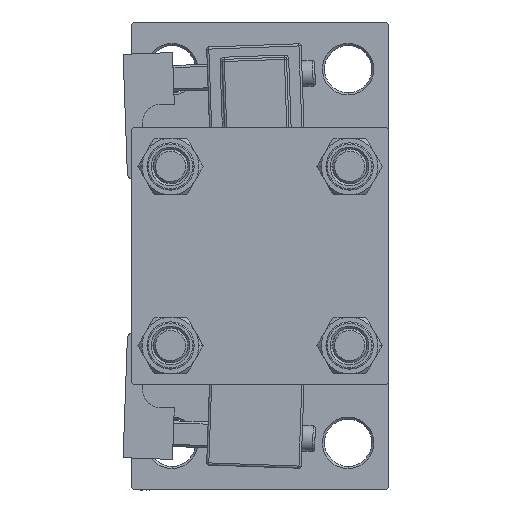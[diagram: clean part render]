
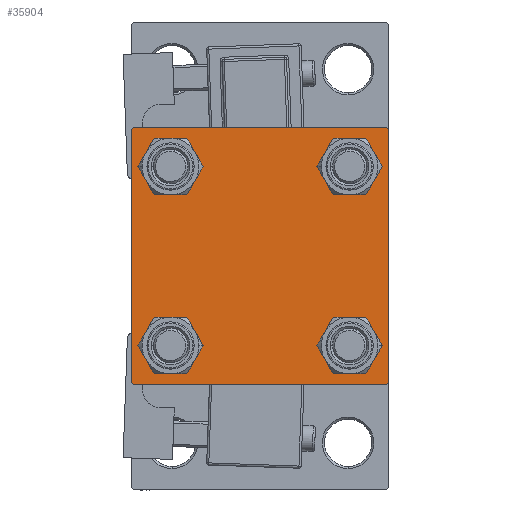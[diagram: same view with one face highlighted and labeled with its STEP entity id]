
A CAD part, left-side view. The second image highlights one B-rep face of the part: STEP entity #35904.
In plain terms, the highlighted planar face has unit normal (-1, 0, 0).
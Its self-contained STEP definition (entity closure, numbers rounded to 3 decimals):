
#1238 = CARTESIAN_POINT ( 'NONE',  ( 0., 29.5, -30. ) ) ;
#1811 = VERTEX_POINT ( 'NONE', #26689 ) ;
#2537 = EDGE_CURVE ( 'NONE', #40589, #28797, #52041, .T. ) ;
#2771 = VECTOR ( 'NONE', #11367, 1000. ) ;
#2928 = CIRCLE ( 'NONE', #26714, 4.5 ) ;
#3385 = LINE ( 'NONE', #19630, #45488 ) ;
#3573 = EDGE_LOOP ( 'NONE', ( #37123, #31597 ) ) ;
#3672 = CARTESIAN_POINT ( 'NONE',  ( 0., 29.75, 29.75 ) ) ;
#4188 = ORIENTED_EDGE ( 'NONE', *, *, #50373, .T. ) ;
#4819 = CARTESIAN_POINT ( 'NONE',  ( 0., 30., -30. ) ) ;
#6516 = EDGE_CURVE ( 'NONE', #17317, #19093, #8625, .T. ) ;
#6624 = EDGE_CURVE ( 'NONE', #44582, #30279, #49276, .T. ) ;
#7011 = DIRECTION ( 'NONE',  ( 0., 0., -1. ) ) ;
#7891 = EDGE_LOOP ( 'NONE', ( #40840, #28595 ) ) ;
#7900 = VERTEX_POINT ( 'NONE', #34757 ) ;
#8053 = DIRECTION ( 'NONE',  ( 0., 0., 1. ) ) ;
#8552 = CIRCLE ( 'NONE', #17066, 4.5 ) ;
#8625 = CIRCLE ( 'NONE', #12886, 4.5 ) ;
#9532 = DIRECTION ( 'NONE',  ( 1., 0., 0. ) ) ;
#9847 = DIRECTION ( 'NONE',  ( 0., 0., 1. ) ) ;
#10401 = CARTESIAN_POINT ( 'NONE',  ( 0., 20.85, -20.85 ) ) ;
#10616 = VECTOR ( 'NONE', #20245, 1000. ) ;
#11185 = LINE ( 'NONE', #43624, #10616 ) ;
#11367 = DIRECTION ( 'NONE',  ( 0., -0.707, -0.707 ) ) ;
#11864 = ORIENTED_EDGE ( 'NONE', *, *, #13424, .T. ) ;
#11980 = CARTESIAN_POINT ( 'NONE',  ( 0., 30., -29.5 ) ) ;
#12345 = AXIS2_PLACEMENT_3D ( 'NONE', #32593, #41873, #12901 ) ;
#12886 = AXIS2_PLACEMENT_3D ( 'NONE', #41521, #42303, #22131 ) ;
#12901 = DIRECTION ( 'NONE',  ( 0., 0., 1. ) ) ;
#13029 = DIRECTION ( 'NONE',  ( 1., 0., 0. ) ) ;
#13389 = DIRECTION ( 'NONE',  ( 1., 0., 0. ) ) ;
#13424 = EDGE_CURVE ( 'NONE', #44453, #17698, #52339, .T. ) ;
#13553 = VERTEX_POINT ( 'NONE', #27488 ) ;
#14061 = ORIENTED_EDGE ( 'NONE', *, *, #29355, .T. ) ;
#14405 = FACE_BOUND ( 'NONE', #30915, .T. ) ;
#14941 = DIRECTION ( 'NONE',  ( -1., 0., 0. ) ) ;
#15570 = EDGE_CURVE ( 'NONE', #45928, #21808, #2928, .T. ) ;
#15633 = DIRECTION ( 'NONE',  ( 0., 0., -1. ) ) ;
#15951 = EDGE_CURVE ( 'NONE', #51320, #13553, #11185, .T. ) ;
#16046 = CARTESIAN_POINT ( 'NONE',  ( 0., -20.85, -20.85 ) ) ;
#16736 = EDGE_CURVE ( 'NONE', #44453, #13553, #25403, .T. ) ;
#16884 = CARTESIAN_POINT ( 'NONE',  ( 0., 29.75, -29.75 ) ) ;
#16897 = EDGE_CURVE ( 'NONE', #51320, #36661, #26977, .T. ) ;
#17066 = AXIS2_PLACEMENT_3D ( 'NONE', #10401, #22668, #51597 ) ;
#17317 = VERTEX_POINT ( 'NONE', #36384 ) ;
#17559 = CARTESIAN_POINT ( 'NONE',  ( 0., -20.85, -16.35 ) ) ;
#17698 = VERTEX_POINT ( 'NONE', #38684 ) ;
#17792 = DIRECTION ( 'NONE',  ( 0., 0., 1. ) ) ;
#18669 = FACE_BOUND ( 'NONE', #48041, .T. ) ;
#19093 = VERTEX_POINT ( 'NONE', #31737 ) ;
#19577 = AXIS2_PLACEMENT_3D ( 'NONE', #25798, #13029, #40947 ) ;
#19630 = CARTESIAN_POINT ( 'NONE',  ( 0., 30., 30. ) ) ;
#19775 = DIRECTION ( 'NONE',  ( 1., 0., 0. ) ) ;
#20245 = DIRECTION ( 'NONE',  ( 0., 0.707, 0.707 ) ) ;
#20278 = DIRECTION ( 'NONE',  ( 0., -0.707, 0.707 ) ) ;
#20548 = ORIENTED_EDGE ( 'NONE', *, *, #45092, .T. ) ;
#20555 = ORIENTED_EDGE ( 'NONE', *, *, #15951, .T. ) ;
#20738 = EDGE_LOOP ( 'NONE', ( #51505, #41898, #4188, #51188, #43662, #20555, #33178, #11864 ) ) ;
#21808 = VERTEX_POINT ( 'NONE', #17559 ) ;
#21909 = CARTESIAN_POINT ( 'NONE',  ( 0., 29.5, 30. ) ) ;
#22131 = DIRECTION ( 'NONE',  ( 0., 0., 1. ) ) ;
#22668 = DIRECTION ( 'NONE',  ( 1., 0., 0. ) ) ;
#22852 = CARTESIAN_POINT ( 'NONE',  ( 0., -20.85, 20.85 ) ) ;
#22891 = VECTOR ( 'NONE', #20278, 1000. ) ;
#22929 = PLANE ( 'NONE',  #36860 ) ;
#23077 = CARTESIAN_POINT ( 'NONE',  ( 0., 20.85, -25.35 ) ) ;
#23222 = AXIS2_PLACEMENT_3D ( 'NONE', #22852, #9532, #17792 ) ;
#24254 = CIRCLE ( 'NONE', #12345, 4.5 ) ;
#24393 = CIRCLE ( 'NONE', #32048, 4.5 ) ;
#24531 = LINE ( 'NONE', #4819, #24575 ) ;
#24575 = VECTOR ( 'NONE', #36217, 1000. ) ;
#25301 = DIRECTION ( 'NONE',  ( 1., 0., 0. ) ) ;
#25403 = LINE ( 'NONE', #46114, #30134 ) ;
#25798 = CARTESIAN_POINT ( 'NONE',  ( 0., -20.85, 20.85 ) ) ;
#26689 = CARTESIAN_POINT ( 'NONE',  ( 0., 20.85, -16.35 ) ) ;
#26714 = AXIS2_PLACEMENT_3D ( 'NONE', #16046, #19775, #8053 ) ;
#26977 = LINE ( 'NONE', #39182, #47158 ) ;
#27354 = ORIENTED_EDGE ( 'NONE', *, *, #41259, .T. ) ;
#27414 = CARTESIAN_POINT ( 'NONE',  ( 0., 0., 0. ) ) ;
#27488 = CARTESIAN_POINT ( 'NONE',  ( 0., -29.5, 30. ) ) ;
#28202 = CARTESIAN_POINT ( 'NONE',  ( 0., -20.85, 16.35 ) ) ;
#28495 = CARTESIAN_POINT ( 'NONE',  ( 0., -20.85, 25.35 ) ) ;
#28595 = ORIENTED_EDGE ( 'NONE', *, *, #34129, .T. ) ;
#28797 = VERTEX_POINT ( 'NONE', #1238 ) ;
#29355 = EDGE_CURVE ( 'NONE', #1811, #48907, #8552, .T. ) ;
#30134 = VECTOR ( 'NONE', #45855, 1000. ) ;
#30279 = VERTEX_POINT ( 'NONE', #28202 ) ;
#30631 = DIRECTION ( 'NONE',  ( 0., 0., 1. ) ) ;
#30915 = EDGE_LOOP ( 'NONE', ( #14061, #27354 ) ) ;
#31597 = ORIENTED_EDGE ( 'NONE', *, *, #15570, .T. ) ;
#31737 = CARTESIAN_POINT ( 'NONE',  ( 0., 20.85, 16.35 ) ) ;
#32048 = AXIS2_PLACEMENT_3D ( 'NONE', #35784, #13389, #45555 ) ;
#32593 = CARTESIAN_POINT ( 'NONE',  ( 0., 20.85, -20.85 ) ) ;
#33178 = ORIENTED_EDGE ( 'NONE', *, *, #16736, .F. ) ;
#33799 = CIRCLE ( 'NONE', #49918, 4.5 ) ;
#34129 = EDGE_CURVE ( 'NONE', #30279, #44582, #36787, .T. ) ;
#34757 = CARTESIAN_POINT ( 'NONE',  ( 0., -29.5, -30. ) ) ;
#34836 = CARTESIAN_POINT ( 'NONE',  ( 0., -30., 29.5 ) ) ;
#35784 = CARTESIAN_POINT ( 'NONE',  ( 0., 20.85, 20.85 ) ) ;
#35904 = ADVANCED_FACE ( 'NONE', ( #42846, #51603, #14405, #18669, #43891 ), #22929, .T. ) ;
#36121 = DIRECTION ( 'NONE',  ( 0., 0.707, -0.707 ) ) ;
#36217 = DIRECTION ( 'NONE',  ( 0., -1., 0. ) ) ;
#36384 = CARTESIAN_POINT ( 'NONE',  ( 0., 20.85, 25.35 ) ) ;
#36661 = VERTEX_POINT ( 'NONE', #46551 ) ;
#36787 = CIRCLE ( 'NONE', #23222, 4.5 ) ;
#36860 = AXIS2_PLACEMENT_3D ( 'NONE', #27414, #14941, #30631 ) ;
#37123 = ORIENTED_EDGE ( 'NONE', *, *, #47379, .T. ) ;
#38147 = ORIENTED_EDGE ( 'NONE', *, *, #6516, .T. ) ;
#38684 = CARTESIAN_POINT ( 'NONE',  ( 0., 30., 29.5 ) ) ;
#39097 = EDGE_CURVE ( 'NONE', #17698, #40589, #3385, .T. ) ;
#39182 = CARTESIAN_POINT ( 'NONE',  ( 0., -30., 30. ) ) ;
#39921 = LINE ( 'NONE', #42943, #22891 ) ;
#40589 = VERTEX_POINT ( 'NONE', #11980 ) ;
#40840 = ORIENTED_EDGE ( 'NONE', *, *, #6624, .T. ) ;
#40947 = DIRECTION ( 'NONE',  ( 0., 0., 1. ) ) ;
#41259 = EDGE_CURVE ( 'NONE', #48907, #1811, #24254, .T. ) ;
#41521 = CARTESIAN_POINT ( 'NONE',  ( 0., 20.85, 20.85 ) ) ;
#41873 = DIRECTION ( 'NONE',  ( 1., 0., 0. ) ) ;
#41898 = ORIENTED_EDGE ( 'NONE', *, *, #2537, .T. ) ;
#42303 = DIRECTION ( 'NONE',  ( 1., 0., 0. ) ) ;
#42846 = FACE_BOUND ( 'NONE', #7891, .T. ) ;
#42943 = CARTESIAN_POINT ( 'NONE',  ( 0., -29.75, -29.75 ) ) ;
#43624 = CARTESIAN_POINT ( 'NONE',  ( 0., -29.75, 29.75 ) ) ;
#43662 = ORIENTED_EDGE ( 'NONE', *, *, #16897, .F. ) ;
#43891 = FACE_OUTER_BOUND ( 'NONE', #20738, .T. ) ;
#44453 = VERTEX_POINT ( 'NONE', #21909 ) ;
#44582 = VERTEX_POINT ( 'NONE', #28495 ) ;
#45092 = EDGE_CURVE ( 'NONE', #19093, #17317, #24393, .T. ) ;
#45339 = CARTESIAN_POINT ( 'NONE',  ( 0., -20.85, -25.35 ) ) ;
#45488 = VECTOR ( 'NONE', #15633, 1000. ) ;
#45555 = DIRECTION ( 'NONE',  ( 0., 0., 1. ) ) ;
#45855 = DIRECTION ( 'NONE',  ( 0., -1., 0. ) ) ;
#45928 = VERTEX_POINT ( 'NONE', #45339 ) ;
#46114 = CARTESIAN_POINT ( 'NONE',  ( 0., 30., 30. ) ) ;
#46551 = CARTESIAN_POINT ( 'NONE',  ( 0., -30., -29.5 ) ) ;
#47158 = VECTOR ( 'NONE', #7011, 1000. ) ;
#47379 = EDGE_CURVE ( 'NONE', #21808, #45928, #33799, .T. ) ;
#48041 = EDGE_LOOP ( 'NONE', ( #38147, #20548 ) ) ;
#48907 = VERTEX_POINT ( 'NONE', #23077 ) ;
#49137 = EDGE_CURVE ( 'NONE', #7900, #36661, #39921, .T. ) ;
#49276 = CIRCLE ( 'NONE', #19577, 4.5 ) ;
#49918 = AXIS2_PLACEMENT_3D ( 'NONE', #50515, #25301, #9847 ) ;
#50373 = EDGE_CURVE ( 'NONE', #28797, #7900, #24531, .T. ) ;
#50377 = VECTOR ( 'NONE', #36121, 1000. ) ;
#50515 = CARTESIAN_POINT ( 'NONE',  ( 0., -20.85, -20.85 ) ) ;
#51188 = ORIENTED_EDGE ( 'NONE', *, *, #49137, .T. ) ;
#51320 = VERTEX_POINT ( 'NONE', #34836 ) ;
#51505 = ORIENTED_EDGE ( 'NONE', *, *, #39097, .T. ) ;
#51597 = DIRECTION ( 'NONE',  ( 0., 0., 1. ) ) ;
#51603 = FACE_BOUND ( 'NONE', #3573, .T. ) ;
#52041 = LINE ( 'NONE', #16884, #2771 ) ;
#52339 = LINE ( 'NONE', #3672, #50377 ) ;
